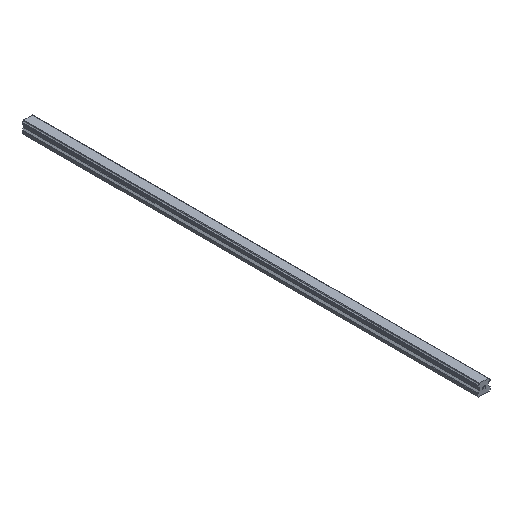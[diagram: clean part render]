
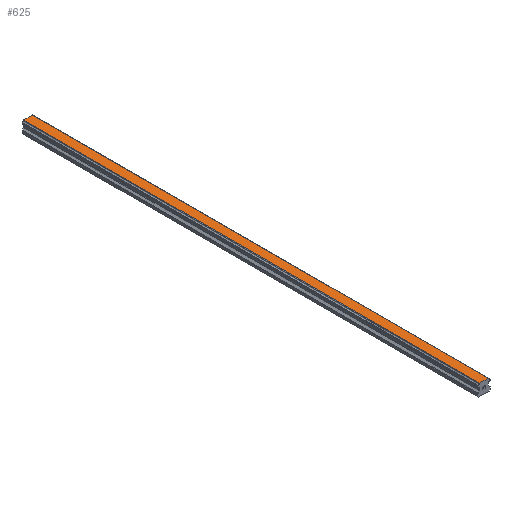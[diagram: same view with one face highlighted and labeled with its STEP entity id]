
A CAD part, isometric view. The second image highlights one B-rep face of the part: STEP entity #625.
In plain terms, the highlighted planar face has unit normal (0, 0, 1).
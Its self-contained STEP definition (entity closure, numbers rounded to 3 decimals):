
#625=ADVANCED_FACE('',(#1271),#1272,.T.);
#1271=FACE_OUTER_BOUND('',#1931,.T.);
#1272=PLANE('',#1932);
#1931=EDGE_LOOP('',(#3907,#3908,#3909,#3910));
#1932=AXIS2_PLACEMENT_3D('',#3911,#3912,#3913);
#3907=ORIENTED_EDGE('',*,*,#4592,.T.);
#3908=ORIENTED_EDGE('',*,*,#4885,.F.);
#3909=ORIENTED_EDGE('',*,*,#4456,.F.);
#3910=ORIENTED_EDGE('',*,*,#4883,.T.);
#3911=CARTESIAN_POINT('',(0.0,870.0,22.));
#3912=DIRECTION('',(0.0,0.0,1.0));
#3913=DIRECTION('',(-1.0,0.0,-0.0));
#4456=EDGE_CURVE('',#5520,#5522,#5523,.T.);
#4592=EDGE_CURVE('',#5749,#5747,#5750,.T.);
#4883=EDGE_CURVE('',#5520,#5749,#6120,.T.);
#4885=EDGE_CURVE('',#5522,#5747,#6122,.T.);
#5520=VERTEX_POINT('',#6941);
#5522=VERTEX_POINT('',#6944);
#5523=LINE('',#6945,#6946);
#5747=VERTEX_POINT('',#7258);
#5749=VERTEX_POINT('',#7261);
#5750=LINE('',#7262,#7263);
#6120=LINE('',#7725,#7726);
#6122=LINE('',#7728,#7729);
#6941=CARTESIAN_POINT('',(-8.3,870.0,22.));
#6944=CARTESIAN_POINT('',(8.3,870.0,22.));
#6945=CARTESIAN_POINT('',(-8.3,870.0,22.));
#6946=VECTOR('',#8284,1.0);
#7258=CARTESIAN_POINT('',(8.3,0.0,22.));
#7261=CARTESIAN_POINT('',(-8.3,0.0,22.));
#7262=CARTESIAN_POINT('',(-8.3,0.0,22.));
#7263=VECTOR('',#8440,1.0);
#7725=CARTESIAN_POINT('',(-8.3,870.0,22.));
#7726=VECTOR('',#8836,1.0);
#7728=CARTESIAN_POINT('',(8.3,870.0,22.));
#7729=VECTOR('',#8837,1.0);
#8284=DIRECTION('',(1.0,0.0,0.0));
#8440=DIRECTION('',(1.0,0.0,0.0));
#8836=DIRECTION('',(0.0,-1.0,0.0));
#8837=DIRECTION('',(0.0,-1.0,0.0));
